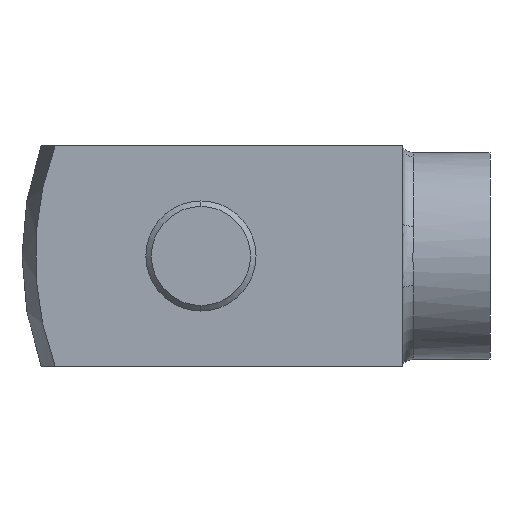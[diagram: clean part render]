
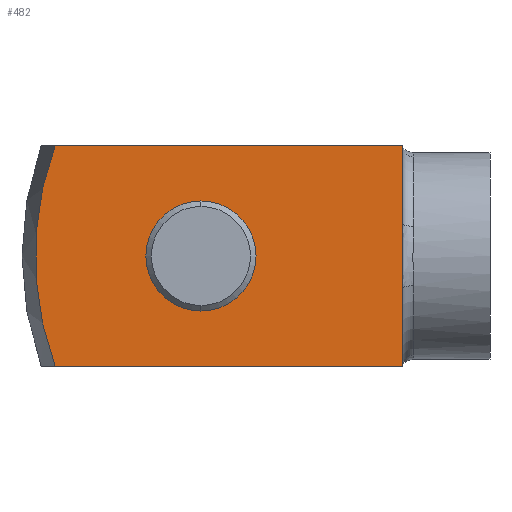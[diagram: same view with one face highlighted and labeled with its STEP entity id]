
A CAD part, left-side view. The second image highlights one B-rep face of the part: STEP entity #482.
In plain terms, the highlighted planar face has unit normal (-1, 0, 0).
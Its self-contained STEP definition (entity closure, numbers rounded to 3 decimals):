
#54 = VERTEX_POINT ( 'NONE', #1525 ) ;
#89 = ORIENTED_EDGE ( 'NONE', *, *, #1249, .T. ) ;
#182 = CARTESIAN_POINT ( 'NONE',  ( -8., -10.62, 8. ) ) ;
#295 = ORIENTED_EDGE ( 'NONE', *, *, #1194, .F. ) ;
#315 = CARTESIAN_POINT ( 'NONE',  ( -8., -10.62, -8. ) ) ;
#375 = VECTOR ( 'NONE', #721, 1000. ) ;
#387 = AXIS2_PLACEMENT_3D ( 'NONE', #1351, #1350, #1340 ) ;
#405 = VERTEX_POINT ( 'NONE', #677 ) ;
#409 = CARTESIAN_POINT ( 'NONE',  ( -8., -17., -8. ) ) ;
#437 = DIRECTION ( 'NONE',  ( 0., -1., 0. ) ) ;
#454 = EDGE_CURVE ( 'NONE', #405, #1631, #989, .T. ) ;
#482 = ADVANCED_FACE ( 'NONE', ( #900, #568 ), #1326, .F. ) ;
#486 = CARTESIAN_POINT ( 'NONE',  ( -8., 4., -4. ) ) ;
#503 = VECTOR ( 'NONE', #746, 1000. ) ;
#513 = VERTEX_POINT ( 'NONE', #1247 ) ;
#547 = ORIENTED_EDGE ( 'NONE', *, *, #1078, .T. ) ;
#568 = FACE_OUTER_BOUND ( 'NONE', #1182, .T. ) ;
#597 = VERTEX_POINT ( 'NONE', #1029 ) ;
#624 = DIRECTION ( 'NONE',  ( 0., -1., 0. ) ) ;
#649 = DIRECTION ( 'NONE',  ( 0., 0., -1. ) ) ;
#670 = DIRECTION ( 'NONE',  ( -1., 0., 0. ) ) ;
#677 = CARTESIAN_POINT ( 'NONE',  ( -8., 4., 4. ) ) ;
#685 = CARTESIAN_POINT ( 'NONE',  ( -8., -6.64, 0. ) ) ;
#709 = ORIENTED_EDGE ( 'NONE', *, *, #1665, .F. ) ;
#721 = DIRECTION ( 'NONE',  ( 0., 0., -1. ) ) ;
#737 = CARTESIAN_POINT ( 'NONE',  ( -8., -10.62, -2.392 ) ) ;
#746 = DIRECTION ( 'NONE',  ( 0., 0., -1. ) ) ;
#761 = CIRCLE ( 'NONE', #1150, 22.68 ) ;
#845 = VERTEX_POINT ( 'NONE', #315 ) ;
#848 = LINE ( 'NONE', #917, #1506 ) ;
#851 = AXIS2_PLACEMENT_3D ( 'NONE', #1387, #1303, #1294 ) ;
#900 = FACE_BOUND ( 'NONE', #943, .T. ) ;
#917 = CARTESIAN_POINT ( 'NONE',  ( -8., -17., 8. ) ) ;
#943 = EDGE_LOOP ( 'NONE', ( #547, #1587 ) ) ;
#959 = ORIENTED_EDGE ( 'NONE', *, *, #1494, .F. ) ;
#989 = CIRCLE ( 'NONE', #387, 4. ) ;
#1027 = LINE ( 'NONE', #1048, #375 ) ;
#1029 = CARTESIAN_POINT ( 'NONE',  ( -8., -10.62, 8. ) ) ;
#1048 = CARTESIAN_POINT ( 'NONE',  ( -8., -10.62, 8. ) ) ;
#1078 = EDGE_CURVE ( 'NONE', #1631, #405, #1290, .T. ) ;
#1098 = LINE ( 'NONE', #409, #1727 ) ;
#1128 = CARTESIAN_POINT ( 'NONE',  ( -8., -10.62, 8. ) ) ;
#1150 = AXIS2_PLACEMENT_3D ( 'NONE', #685, #670, #649 ) ;
#1182 = EDGE_LOOP ( 'NONE', ( #295, #89, #1630, #959, #709, #1337 ) ) ;
#1194 = EDGE_CURVE ( 'NONE', #1413, #597, #848, .T. ) ;
#1247 = CARTESIAN_POINT ( 'NONE',  ( -8., -10.62, 2.392 ) ) ;
#1249 = EDGE_CURVE ( 'NONE', #1413, #54, #761, .T. ) ;
#1290 = CIRCLE ( 'NONE', #1605, 4. ) ;
#1294 = DIRECTION ( 'NONE',  ( 0., 0., -1. ) ) ;
#1297 = DIRECTION ( 'NONE',  ( 0., 0., -1. ) ) ;
#1303 = DIRECTION ( 'NONE',  ( 1., 0., 0. ) ) ;
#1305 = DIRECTION ( 'NONE',  ( 1., 0., 0. ) ) ;
#1307 = CARTESIAN_POINT ( 'NONE',  ( -8., 4., 0. ) ) ;
#1325 = EDGE_CURVE ( 'NONE', #54, #845, #1098, .T. ) ;
#1326 = PLANE ( 'NONE',  #851 ) ;
#1337 = ORIENTED_EDGE ( 'NONE', *, *, #1702, .F. ) ;
#1340 = DIRECTION ( 'NONE',  ( 0., 0., -1. ) ) ;
#1350 = DIRECTION ( 'NONE',  ( 1., 0., 0. ) ) ;
#1351 = CARTESIAN_POINT ( 'NONE',  ( -8., 4., 0. ) ) ;
#1387 = CARTESIAN_POINT ( 'NONE',  ( -8., -17., 8. ) ) ;
#1413 = VERTEX_POINT ( 'NONE', #1527 ) ;
#1481 = LINE ( 'NONE', #1128, #1741 ) ;
#1494 = EDGE_CURVE ( 'NONE', #1518, #845, #1529, .T. ) ;
#1506 = VECTOR ( 'NONE', #624, 1000. ) ;
#1518 = VERTEX_POINT ( 'NONE', #737 ) ;
#1525 = CARTESIAN_POINT ( 'NONE',  ( -8., 14.582, -8. ) ) ;
#1527 = CARTESIAN_POINT ( 'NONE',  ( -8., 14.582, 8. ) ) ;
#1529 = LINE ( 'NONE', #182, #503 ) ;
#1587 = ORIENTED_EDGE ( 'NONE', *, *, #454, .T. ) ;
#1605 = AXIS2_PLACEMENT_3D ( 'NONE', #1307, #1305, #1297 ) ;
#1630 = ORIENTED_EDGE ( 'NONE', *, *, #1325, .T. ) ;
#1631 = VERTEX_POINT ( 'NONE', #486 ) ;
#1665 = EDGE_CURVE ( 'NONE', #513, #1518, #1481, .T. ) ;
#1676 = DIRECTION ( 'NONE',  ( 0., 0., -1. ) ) ;
#1702 = EDGE_CURVE ( 'NONE', #597, #513, #1027, .T. ) ;
#1727 = VECTOR ( 'NONE', #437, 1000. ) ;
#1741 = VECTOR ( 'NONE', #1676, 1000. ) ;
